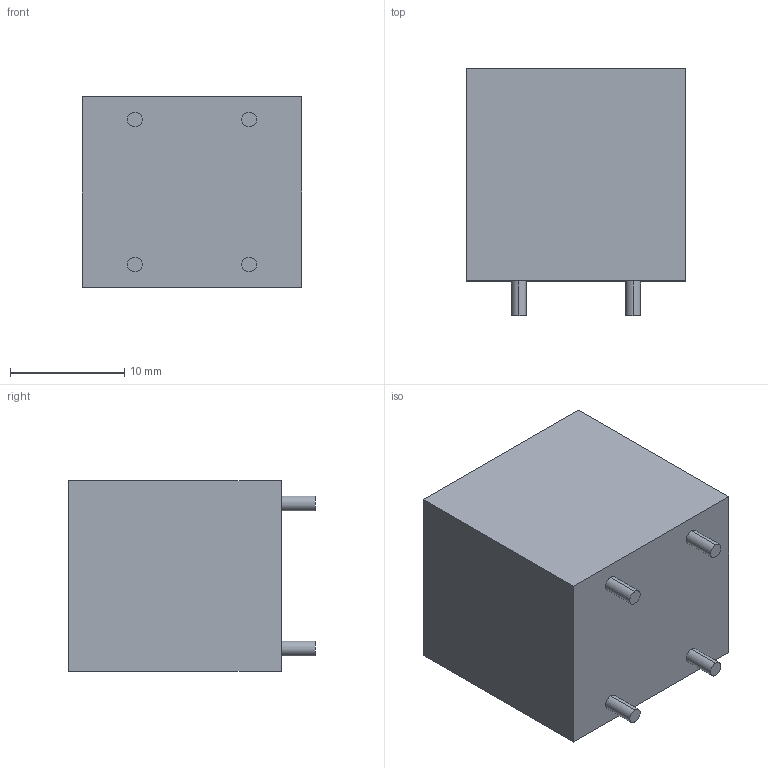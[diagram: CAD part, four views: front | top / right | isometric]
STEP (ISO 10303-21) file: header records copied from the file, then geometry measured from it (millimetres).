
FILE_DESCRIPTION (( 'STEP AP214' ), '1' );
FILE_NAME ('transformador ZMPT101B.STEP', '2020-08-24T20:33:09', ( '' ), ( '' ), 'SwSTEP 2.0', 'SolidWorks 2020', '' );
FILE_SCHEMA (( 'AUTOMOTIVE_DESIGN' ));
Length unit declared in the file: millimetre
Products named in the file (1): transformador ZMPT101B
Bounding box: 19.2 x 21.6 x 16.7 mm (x, y, z)
Volume: 5979.7 mm3; surface area: 2026.3 mm2
Topology: 1 solids, 1 shells, 52 faces, 123 edges, 82 vertices
Faces by surface type: plane 27, bspline 17, cylinder 8
Entity records: 3291 total; most frequent: CARTESIAN_POINT 1579, ORIENTED_EDGE 246, DIRECTION 177, EDGE_CURVE 123, VERTEX_POINT 82, VECTOR 73, LINE 73, EDGE_LOOP 61
